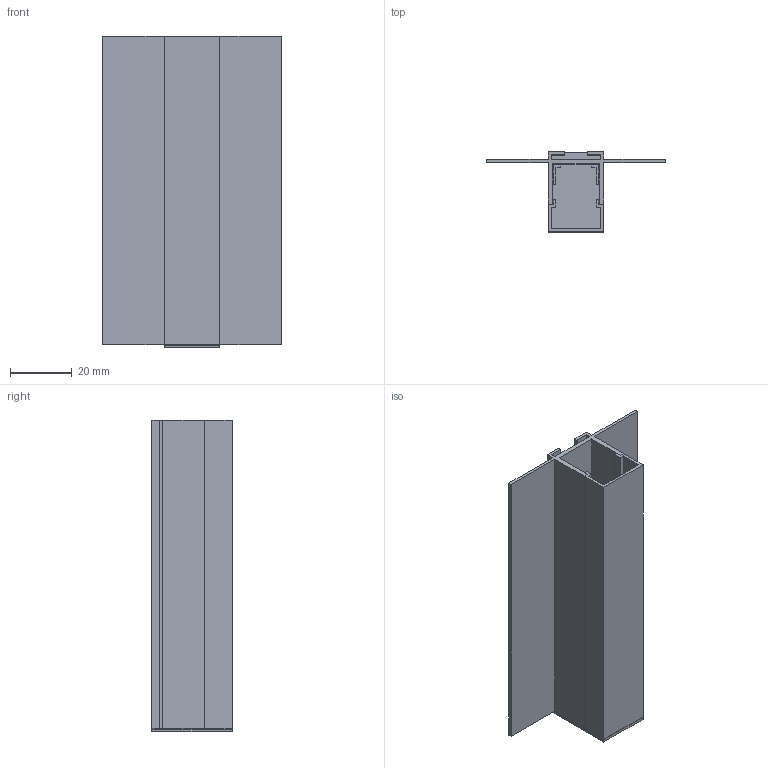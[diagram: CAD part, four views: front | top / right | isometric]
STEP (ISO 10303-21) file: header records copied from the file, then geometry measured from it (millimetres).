
FILE_DESCRIPTION(/* description */ (''),/* implementation_level */ '2;1');
FILE_NAME(/* name */ 'Proj_6534_Hoch_Anwenderdaten_20230207.stp',/* time_stamp */ '2023-02-07T16:03:07+01:00',/* author */ ('sstotter'),/* organization */ (''),/* preprocessor_version */ 'ST-DEVELOPER v18.1',/* originating_system */ 'Autodesk Inventor 2021',/* authorisation */ '');
FILE_SCHEMA (('AUTOMOTIVE_DESIGN { 1 0 10303 214 3 1 1 }'));
Length unit declared in the file: millimetre
Products named in the file (1): Proj_6534_Hoch_Anwenderdaten_20230207
Bounding box: 58 x 26 x 101 mm (x, y, z)
Volume: 16391.1 mm3; surface area: 29539.7 mm2
Topology: 3 solids, 3 shells, 64 faces, 168 edges, 112 vertices
Faces by surface type: plane 64
Entity records: 1965 total; most frequent: CARTESIAN_POINT 345, ORIENTED_EDGE 336, DIRECTION 298, LINE 168, VECTOR 168, EDGE_CURVE 168, VERTEX_POINT 112, EDGE_LOOP 66
